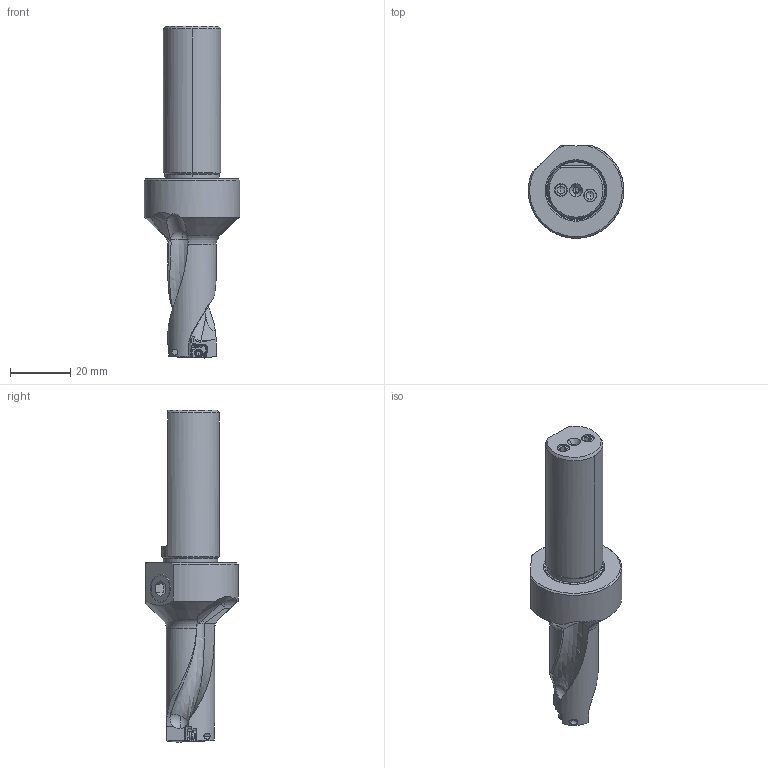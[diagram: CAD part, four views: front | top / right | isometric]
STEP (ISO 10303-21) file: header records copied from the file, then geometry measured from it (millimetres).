
FILE_DESCRIPTION((''),'2;1');
FILE_NAME('MVX0656X2C075_ASM','2023-07-18T15:02:22',('tlyac01'),('PTC Japan'),'CREO PARAMETRIC BY PTC INC, 2021424','CREO PARAMETRIC BY PTC INC, 2021424','');
FILE_SCHEMA(('AUTOMOTIVE_DESIGN { 1 0 10303 214 1 1 1 1 }'));
Length unit declared in the file: millimetre
Products named in the file (7): MVX0656X2C075; HSS05006_1; HSS05006_2; HGDL-PT1_8; TPS20-1_1; TPS20-1_2; MVX0656X2C075_ASM
Assembly tree (6 placements, depth 2):
  MVX0656X2C075_ASM
    MVX0656X2C075
    HSS05006_1
    HSS05006_2
    HGDL-PT1_8
    TPS20-1_1
    TPS20-1_2
Bounding box: 31.75 x 30.75 x 110.34 mm (x, y, z)
Volume: 28516 mm3; surface area: 11308.7 mm2
Topology: 6 solids, 6 shells, 360 faces, 1002 edges, 632 vertices
Faces by surface type: cylinder 137, plane 112, cone 57, torus 22, sphere 19, bspline 11, extrusion 2
Entity records: 20241 total; most frequent: CARTESIAN_POINT 5472, ORIENTED_EDGE 1946, DIRECTION 1773, PRESENTATION_STYLE_ASSIGNMENT 1346, STYLED_ITEM 1346, CURVE_STYLE 980, EDGE_CURVE 973, AXIS2_PLACEMENT_3D 695
